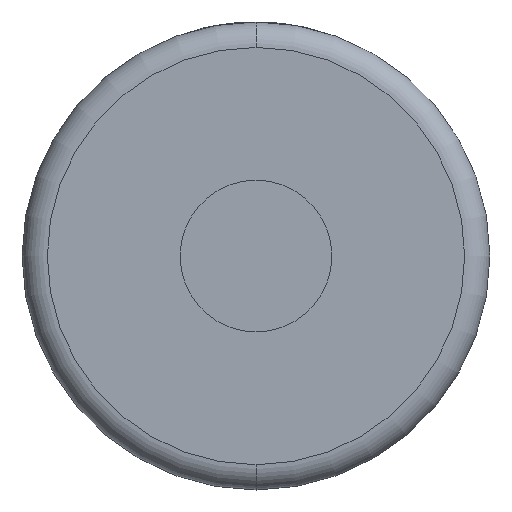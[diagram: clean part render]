
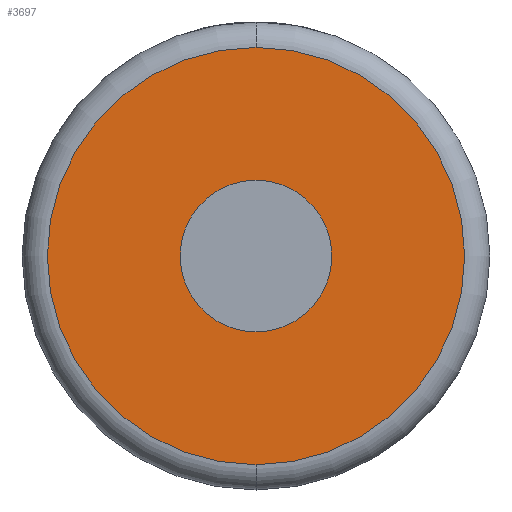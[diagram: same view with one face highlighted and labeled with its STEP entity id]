
A CAD part, front view. The second image highlights one B-rep face of the part: STEP entity #3697.
In plain terms, the highlighted planar face has unit normal (0, -1, 0).
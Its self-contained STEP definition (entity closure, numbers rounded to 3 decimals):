
#74 = DIRECTION ( 'NONE',  ( 0., 0., 1. ) ) ;
#119 = DIRECTION ( 'NONE',  ( 0., 1., 0. ) ) ;
#145 = AXIS2_PLACEMENT_3D ( 'NONE', #1057, #468, #1888 ) ;
#389 = CARTESIAN_POINT ( 'NONE',  ( 0., 0., 0. ) ) ;
#428 = CARTESIAN_POINT ( 'NONE',  ( 0., 0., 0. ) ) ;
#468 = DIRECTION ( 'NONE',  ( 0., -1., 0. ) ) ;
#577 = CIRCLE ( 'NONE', #744, 6. ) ;
#673 = CIRCLE ( 'NONE', #782, 16.5 ) ;
#678 = CARTESIAN_POINT ( 'NONE',  ( 0., 0., -6. ) ) ;
#744 = AXIS2_PLACEMENT_3D ( 'NONE', #3653, #914, #74 ) ;
#782 = AXIS2_PLACEMENT_3D ( 'NONE', #1303, #2433, #2115 ) ;
#795 = VERTEX_POINT ( 'NONE', #678 ) ;
#914 = DIRECTION ( 'NONE',  ( 0., -1., 0. ) ) ;
#925 = VERTEX_POINT ( 'NONE', #1003 ) ;
#1003 = CARTESIAN_POINT ( 'NONE',  ( 0., 0., 6. ) ) ;
#1057 = CARTESIAN_POINT ( 'NONE',  ( 0., 0., 0. ) ) ;
#1109 = VERTEX_POINT ( 'NONE', #3796 ) ;
#1303 = CARTESIAN_POINT ( 'NONE',  ( 0., 0., 0. ) ) ;
#1452 = DIRECTION ( 'NONE',  ( 0., 0., 1. ) ) ;
#1619 = CARTESIAN_POINT ( 'NONE',  ( 0., 0., 16.5 ) ) ;
#1628 = EDGE_LOOP ( 'NONE', ( #3560, #2626 ) ) ;
#1826 = CIRCLE ( 'NONE', #3447, 6. ) ;
#1828 = DIRECTION ( 'NONE',  ( 0., -1., 0. ) ) ;
#1879 = EDGE_CURVE ( 'NONE', #795, #925, #1826, .T. ) ;
#1888 = DIRECTION ( 'NONE',  ( 0., 0., 1. ) ) ;
#1997 = ORIENTED_EDGE ( 'NONE', *, *, #3711, .T. ) ;
#2115 = DIRECTION ( 'NONE',  ( 0., 0., 1. ) ) ;
#2184 = CIRCLE ( 'NONE', #145, 16.5 ) ;
#2408 = EDGE_LOOP ( 'NONE', ( #1997, #3413 ) ) ;
#2433 = DIRECTION ( 'NONE',  ( 0., -1., 0. ) ) ;
#2626 = ORIENTED_EDGE ( 'NONE', *, *, #1879, .F. ) ;
#2709 = FACE_OUTER_BOUND ( 'NONE', #2408, .T. ) ;
#3021 = VERTEX_POINT ( 'NONE', #1619 ) ;
#3076 = EDGE_CURVE ( 'NONE', #925, #795, #577, .T. ) ;
#3089 = DIRECTION ( 'NONE',  ( 0., 0., 1. ) ) ;
#3390 = AXIS2_PLACEMENT_3D ( 'NONE', #428, #119, #3089 ) ;
#3413 = ORIENTED_EDGE ( 'NONE', *, *, #3702, .T. ) ;
#3447 = AXIS2_PLACEMENT_3D ( 'NONE', #389, #1828, #1452 ) ;
#3560 = ORIENTED_EDGE ( 'NONE', *, *, #3076, .F. ) ;
#3586 = FACE_BOUND ( 'NONE', #1628, .T. ) ;
#3653 = CARTESIAN_POINT ( 'NONE',  ( 0., 0., 0. ) ) ;
#3679 = PLANE ( 'NONE',  #3390 ) ;
#3697 = ADVANCED_FACE ( 'NONE', ( #2709, #3586 ), #3679, .F. ) ;
#3702 = EDGE_CURVE ( 'NONE', #1109, #3021, #673, .T. ) ;
#3711 = EDGE_CURVE ( 'NONE', #3021, #1109, #2184, .T. ) ;
#3796 = CARTESIAN_POINT ( 'NONE',  ( 0., 0., -16.5 ) ) ;
